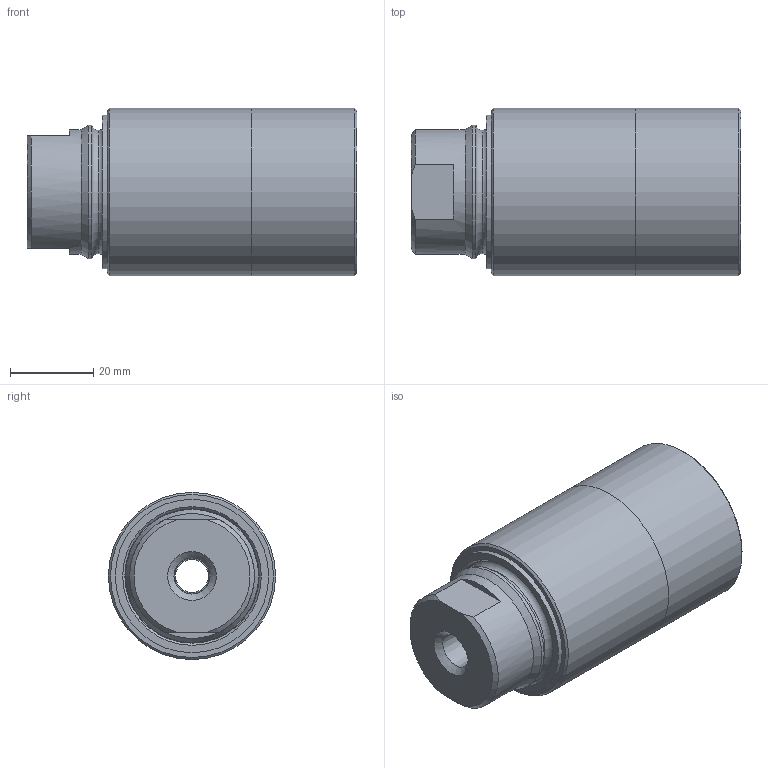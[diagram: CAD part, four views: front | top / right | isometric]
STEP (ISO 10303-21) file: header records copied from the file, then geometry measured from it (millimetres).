
FILE_DESCRIPTION(/* description */ (''),/* implementation_level */ '2;1');
FILE_NAME(/* name */ '60G-1T08021.stp',/* time_stamp */ '2016-05-10T16:22:58-05:00',/* author */ ('scottg'),/* organization */ ('FasTest,Inc.'),/* preprocessor_version */ 'ST-DEVELOPER v16.1',/* originating_system */ 'Autodesk Inventor 2016',/* authorisation */ '');
FILE_SCHEMA (('AUTOMOTIVE_DESIGN { 1 0 10303 214 3 1 1 }'));
Length unit declared in the file: inch
Products named in the file (1): 60G-1T08021
Bounding box: 79.2 x 40.13 x 40.13 mm (x, y, z)
Volume: 82008.2 mm3; surface area: 15685.9 mm2
Topology: 1 solids, 4 shells, 95 faces, 228 edges, 144 vertices
Faces by surface type: plane 32, cone 29, cylinder 28, torus 6
Full cylindrical faces by diameter (mm): 7.95 x1, 17.348 x1, 29.972 x1, 32.004 x2, 32.258 x1, 36.068 x1, 36.83 x1, 40.132 x2
Entity records: 2602 total; most frequent: CARTESIAN_POINT 488, DIRECTION 452, ORIENTED_EDGE 402, EDGE_CURVE 198, AXIS2_PLACEMENT_3D 186, VERTEX_POINT 138, EDGE_LOOP 130, FACE_OUTER_BOUND 95
